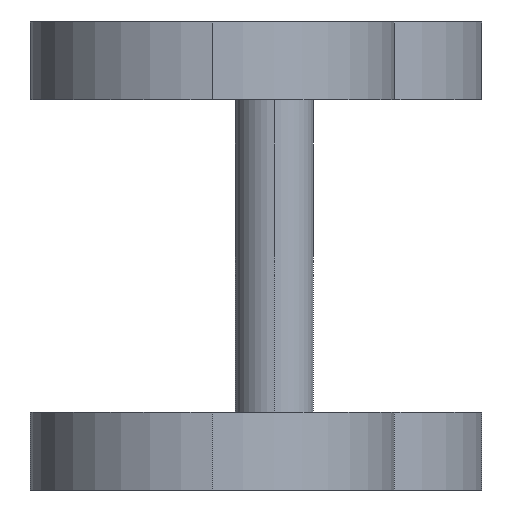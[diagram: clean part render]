
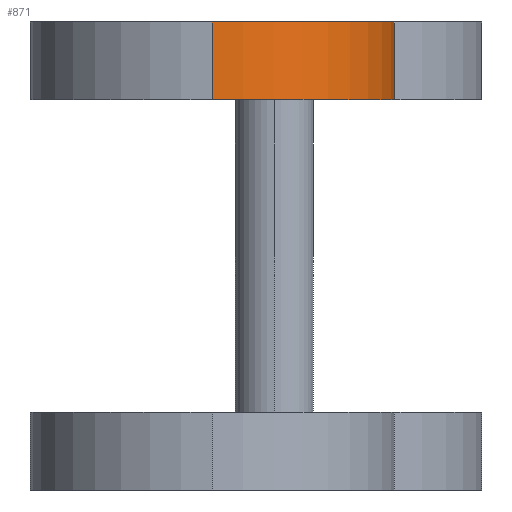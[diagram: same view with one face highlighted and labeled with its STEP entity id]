
A CAD part, left-side view. The second image highlights one B-rep face of the part: STEP entity #871.
In plain terms, the highlighted cylindrical face has radius 7 mm (diameter 14 mm), a partial arc.
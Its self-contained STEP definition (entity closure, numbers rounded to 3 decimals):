
#22 = AXIS2_PLACEMENT_3D ( 'NONE', #1148, #1121, #1308 ) ;
#30 = VERTEX_POINT ( 'NONE', #1303 ) ;
#93 = VECTOR ( 'NONE', #1442, 1000. ) ;
#107 = ORIENTED_EDGE ( 'NONE', *, *, #742, .T. ) ;
#119 = DIRECTION ( 'NONE',  ( 0., 0., -1. ) ) ;
#260 = AXIS2_PLACEMENT_3D ( 'NONE', #602, #1403, #363 ) ;
#269 = CARTESIAN_POINT ( 'NONE',  ( -23.323, 35.58, -19.786 ) ) ;
#288 = CARTESIAN_POINT ( 'NONE',  ( -10.428, 31.805, -19.786 ) ) ;
#361 = EDGE_CURVE ( 'NONE', #1288, #30, #699, .T. ) ;
#363 = DIRECTION ( 'NONE',  ( 1., 0., 0. ) ) ;
#592 = EDGE_CURVE ( 'NONE', #1074, #757, #1232, .T. ) ;
#602 = CARTESIAN_POINT ( 'NONE',  ( -16.323, 35.58, -19.786 ) ) ;
#656 = DIRECTION ( 'NONE',  ( -1., 0., 0. ) ) ;
#699 = CIRCLE ( 'NONE', #22, 7. ) ;
#742 = EDGE_CURVE ( 'NONE', #1074, #1288, #753, .T. ) ;
#753 = LINE ( 'NONE', #269, #93 ) ;
#754 = CARTESIAN_POINT ( 'NONE',  ( -16.323, 35.58, -19.786 ) ) ;
#757 = VERTEX_POINT ( 'NONE', #288 ) ;
#762 = ORIENTED_EDGE ( 'NONE', *, *, #1287, .F. ) ;
#783 = VECTOR ( 'NONE', #119, 1000. ) ;
#815 = CARTESIAN_POINT ( 'NONE',  ( -10.428, 31.805, -19.786 ) ) ;
#818 = AXIS2_PLACEMENT_3D ( 'NONE', #754, #1334, #656 ) ;
#871 = ADVANCED_FACE ( 'NONE', ( #1046 ), #1188, .T. ) ;
#934 = ORIENTED_EDGE ( 'NONE', *, *, #361, .T. ) ;
#1046 = FACE_OUTER_BOUND ( 'NONE', #1144, .T. ) ;
#1057 = CARTESIAN_POINT ( 'NONE',  ( -23.323, 35.58, -22.786 ) ) ;
#1074 = VERTEX_POINT ( 'NONE', #1345 ) ;
#1121 = DIRECTION ( 'NONE',  ( 0., 0., 1. ) ) ;
#1144 = EDGE_LOOP ( 'NONE', ( #1152, #107, #934, #762 ) ) ;
#1148 = CARTESIAN_POINT ( 'NONE',  ( -16.323, 35.58, -22.786 ) ) ;
#1152 = ORIENTED_EDGE ( 'NONE', *, *, #592, .F. ) ;
#1188 = CYLINDRICAL_SURFACE ( 'NONE', #818, 7. ) ;
#1232 = CIRCLE ( 'NONE', #260, 7. ) ;
#1287 = EDGE_CURVE ( 'NONE', #757, #30, #1398, .T. ) ;
#1288 = VERTEX_POINT ( 'NONE', #1057 ) ;
#1303 = CARTESIAN_POINT ( 'NONE',  ( -10.428, 31.805, -22.786 ) ) ;
#1308 = DIRECTION ( 'NONE',  ( 1., 0., 0. ) ) ;
#1334 = DIRECTION ( 'NONE',  ( 0., 0., -1. ) ) ;
#1345 = CARTESIAN_POINT ( 'NONE',  ( -23.323, 35.58, -19.786 ) ) ;
#1398 = LINE ( 'NONE', #815, #783 ) ;
#1403 = DIRECTION ( 'NONE',  ( 0., 0., 1. ) ) ;
#1442 = DIRECTION ( 'NONE',  ( 0., 0., -1. ) ) ;
